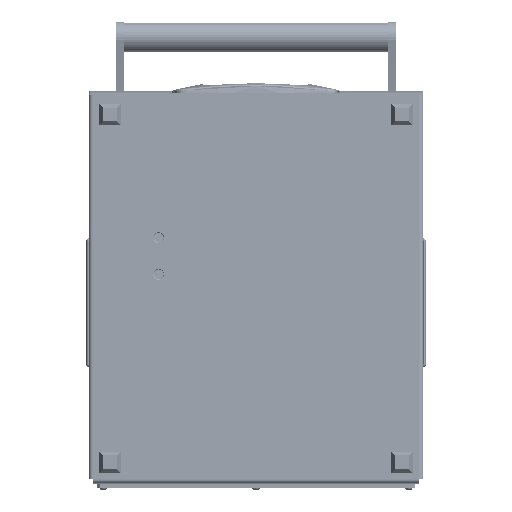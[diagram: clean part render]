
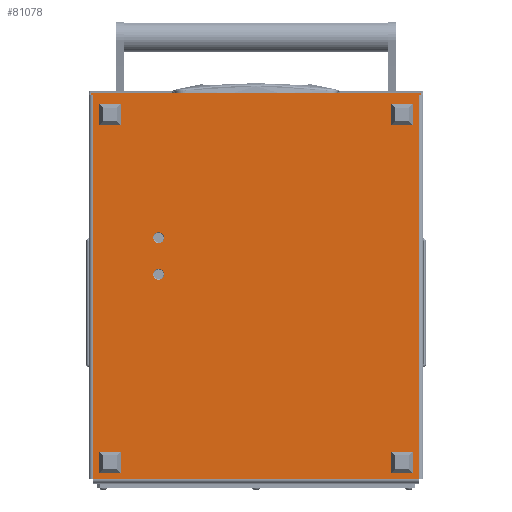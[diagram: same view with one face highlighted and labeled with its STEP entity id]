
A CAD part, front view. The second image highlights one B-rep face of the part: STEP entity #81078.
In plain terms, the highlighted face is planar.
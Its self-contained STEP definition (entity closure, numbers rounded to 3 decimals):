
#249 = LINE ( 'NONE', #111480, #28994 ) ;
#572 = DIRECTION ( 'NONE',  ( 0., 0., -1. ) ) ;
#2775 = VERTEX_POINT ( 'NONE', #93516 ) ;
#3886 = ORIENTED_EDGE ( 'NONE', *, *, #13267, .T. ) ;
#4526 = CARTESIAN_POINT ( 'NONE',  ( 0., 312., 0. ) ) ;
#5057 = LINE ( 'NONE', #9755, #167060 ) ;
#6067 = VECTOR ( 'NONE', #114745, 1000. ) ;
#6833 = DIRECTION ( 'NONE',  ( -1., 0., 0. ) ) ;
#7212 = EDGE_CURVE ( 'NONE', #110900, #129450, #75656, .T. ) ;
#9755 = CARTESIAN_POINT ( 'NONE',  ( 367., 312., 0. ) ) ;
#12183 = CARTESIAN_POINT ( 'NONE',  ( 0., -4., 0. ) ) ;
#13267 = EDGE_CURVE ( 'NONE', #34793, #14464, #5057, .T. ) ;
#14464 = VERTEX_POINT ( 'NONE', #97982 ) ;
#15007 = DIRECTION ( 'NONE',  ( 0., 0., -1. ) ) ;
#15072 = CARTESIAN_POINT ( 'NONE',  ( 0., 0., 0. ) ) ;
#15237 = CIRCLE ( 'NONE', #58598, 5.2 ) ;
#18818 = DIRECTION ( 'NONE',  ( -1., 0., 0. ) ) ;
#18989 = LINE ( 'NONE', #15072, #41690 ) ;
#20724 = EDGE_CURVE ( 'NONE', #131654, #140676, #38279, .T. ) ;
#21106 = VERTEX_POINT ( 'NONE', #122347 ) ;
#21662 = DIRECTION ( 'NONE',  ( 0., 0., -1. ) ) ;
#22679 = EDGE_CURVE ( 'NONE', #83274, #140676, #249, .T. ) ;
#24718 = ORIENTED_EDGE ( 'NONE', *, *, #89977, .F. ) ;
#25324 = DIRECTION ( 'NONE',  ( 0., 0., -1. ) ) ;
#28994 = VECTOR ( 'NONE', #112026, 1000. ) ;
#31168 = LINE ( 'NONE', #12183, #62184 ) ;
#32080 = VECTOR ( 'NONE', #18818, 1000. ) ;
#33117 = ORIENTED_EDGE ( 'NONE', *, *, #159546, .F. ) ;
#33646 = ORIENTED_EDGE ( 'NONE', *, *, #7212, .F. ) ;
#34793 = VERTEX_POINT ( 'NONE', #111442 ) ;
#38017 = FACE_BOUND ( 'NONE', #146255, .T. ) ;
#38279 = LINE ( 'NONE', #87014, #116344 ) ;
#39296 = CARTESIAN_POINT ( 'NONE',  ( 141.2, 249., 0. ) ) ;
#39808 = PLANE ( 'NONE',  #42210 ) ;
#40659 = CARTESIAN_POINT ( 'NONE',  ( 0., 314., 0. ) ) ;
#41690 = VECTOR ( 'NONE', #43300, 1000. ) ;
#42204 = DIRECTION ( 'NONE',  ( -1., 0., 0. ) ) ;
#42210 = AXIS2_PLACEMENT_3D ( 'NONE', #65755, #25324, #131449 ) ;
#42865 = ORIENTED_EDGE ( 'NONE', *, *, #22679, .T. ) ;
#43300 = DIRECTION ( 'NONE',  ( 1., 0., 0. ) ) ;
#43383 = ORIENTED_EDGE ( 'NONE', *, *, #125577, .F. ) ;
#46010 = LINE ( 'NONE', #58680, #129917 ) ;
#50883 = CARTESIAN_POINT ( 'NONE',  ( 171., 249., 0. ) ) ;
#53570 = DIRECTION ( 'NONE',  ( 0., 1., 0. ) ) ;
#54273 = CIRCLE ( 'NONE', #169300, 5.2 ) ;
#54311 = EDGE_CURVE ( 'NONE', #88239, #83274, #46010, .T. ) ;
#58598 = AXIS2_PLACEMENT_3D ( 'NONE', #157083, #572, #157614 ) ;
#58680 = CARTESIAN_POINT ( 'NONE',  ( -2., -4., 0. ) ) ;
#62184 = VECTOR ( 'NONE', #53570, 1000. ) ;
#65652 = ORIENTED_EDGE ( 'NONE', *, *, #20724, .F. ) ;
#65755 = CARTESIAN_POINT ( 'NONE',  ( 0., 312., 0. ) ) ;
#71894 = DIRECTION ( 'NONE',  ( 0., 1., 0. ) ) ;
#75656 = CIRCLE ( 'NONE', #112639, 5.2 ) ;
#76910 = VERTEX_POINT ( 'NONE', #116404 ) ;
#81078 = ADVANCED_FACE ( 'NONE', ( #38017, #89481, #126261 ), #39808, .T. ) ;
#83210 = CARTESIAN_POINT ( 'NONE',  ( 165.8, 249., 0. ) ) ;
#83274 = VERTEX_POINT ( 'NONE', #94393 ) ;
#84629 = VERTEX_POINT ( 'NONE', #39296 ) ;
#86008 = ORIENTED_EDGE ( 'NONE', *, *, #167985, .T. ) ;
#87014 = CARTESIAN_POINT ( 'NONE',  ( 0., -4., 0. ) ) ;
#88239 = VERTEX_POINT ( 'NONE', #166201 ) ;
#88390 = CARTESIAN_POINT ( 'NONE',  ( 0., -2., 0. ) ) ;
#89481 = FACE_BOUND ( 'NONE', #150085, .T. ) ;
#89977 = EDGE_CURVE ( 'NONE', #76910, #2775, #31168, .T. ) ;
#90160 = DIRECTION ( 'NONE',  ( 0., -1., 0. ) ) ;
#93516 = CARTESIAN_POINT ( 'NONE',  ( 0., 0., 0. ) ) ;
#93635 = ORIENTED_EDGE ( 'NONE', *, *, #141584, .F. ) ;
#94393 = CARTESIAN_POINT ( 'NONE',  ( -2., 314., 0. ) ) ;
#94914 = ORIENTED_EDGE ( 'NONE', *, *, #54311, .T. ) ;
#97761 = EDGE_CURVE ( 'NONE', #84629, #21106, #139384, .T. ) ;
#97766 = CARTESIAN_POINT ( 'NONE',  ( 136., 249., 0. ) ) ;
#97982 = CARTESIAN_POINT ( 'NONE',  ( 367., 0., 0. ) ) ;
#98340 = DIRECTION ( 'NONE',  ( -1., 0., 0. ) ) ;
#100460 = CARTESIAN_POINT ( 'NONE',  ( 171., 249., 0. ) ) ;
#110900 = VERTEX_POINT ( 'NONE', #83210 ) ;
#111442 = CARTESIAN_POINT ( 'NONE',  ( 367., 312., 0. ) ) ;
#111480 = CARTESIAN_POINT ( 'NONE',  ( 0., 314., 0. ) ) ;
#112026 = DIRECTION ( 'NONE',  ( 1., 0., 0. ) ) ;
#112639 = AXIS2_PLACEMENT_3D ( 'NONE', #50883, #116789, #42204 ) ;
#113441 = CARTESIAN_POINT ( 'NONE',  ( 176.2, 249., 0. ) ) ;
#114158 = LINE ( 'NONE', #4526, #32080 ) ;
#114745 = DIRECTION ( 'NONE',  ( -1., 0., 0. ) ) ;
#116344 = VECTOR ( 'NONE', #165339, 1000. ) ;
#116404 = CARTESIAN_POINT ( 'NONE',  ( 0., -2., 0. ) ) ;
#116789 = DIRECTION ( 'NONE',  ( 0., 0., -1. ) ) ;
#121406 = EDGE_LOOP ( 'NONE', ( #24718, #86008, #94914, #42865, #65652, #43383, #3886, #33117 ) ) ;
#122347 = CARTESIAN_POINT ( 'NONE',  ( 130.8, 249., 0. ) ) ;
#123853 = AXIS2_PLACEMENT_3D ( 'NONE', #97766, #15007, #98340 ) ;
#125577 = EDGE_CURVE ( 'NONE', #34793, #131654, #114158, .T. ) ;
#126261 = FACE_OUTER_BOUND ( 'NONE', #121406, .T. ) ;
#126379 = ORIENTED_EDGE ( 'NONE', *, *, #133620, .F. ) ;
#129450 = VERTEX_POINT ( 'NONE', #113441 ) ;
#129917 = VECTOR ( 'NONE', #71894, 1000. ) ;
#131449 = DIRECTION ( 'NONE',  ( -1., 0., 0. ) ) ;
#131654 = VERTEX_POINT ( 'NONE', #149012 ) ;
#133620 = EDGE_CURVE ( 'NONE', #129450, #110900, #54273, .T. ) ;
#139384 = CIRCLE ( 'NONE', #123853, 5.2 ) ;
#140676 = VERTEX_POINT ( 'NONE', #40659 ) ;
#141584 = EDGE_CURVE ( 'NONE', #21106, #84629, #15237, .T. ) ;
#146255 = EDGE_LOOP ( 'NONE', ( #93635, #158424 ) ) ;
#149012 = CARTESIAN_POINT ( 'NONE',  ( 0., 312., 0. ) ) ;
#150085 = EDGE_LOOP ( 'NONE', ( #33646, #126379 ) ) ;
#157083 = CARTESIAN_POINT ( 'NONE',  ( 136., 249., 0. ) ) ;
#157614 = DIRECTION ( 'NONE',  ( -1., 0., 0. ) ) ;
#158424 = ORIENTED_EDGE ( 'NONE', *, *, #97761, .F. ) ;
#159546 = EDGE_CURVE ( 'NONE', #2775, #14464, #18989, .T. ) ;
#164156 = LINE ( 'NONE', #88390, #6067 ) ;
#165339 = DIRECTION ( 'NONE',  ( 0., 1., 0. ) ) ;
#166201 = CARTESIAN_POINT ( 'NONE',  ( -2., -2., 0. ) ) ;
#167060 = VECTOR ( 'NONE', #90160, 1000. ) ;
#167985 = EDGE_CURVE ( 'NONE', #76910, #88239, #164156, .T. ) ;
#169300 = AXIS2_PLACEMENT_3D ( 'NONE', #100460, #21662, #6833 ) ;
